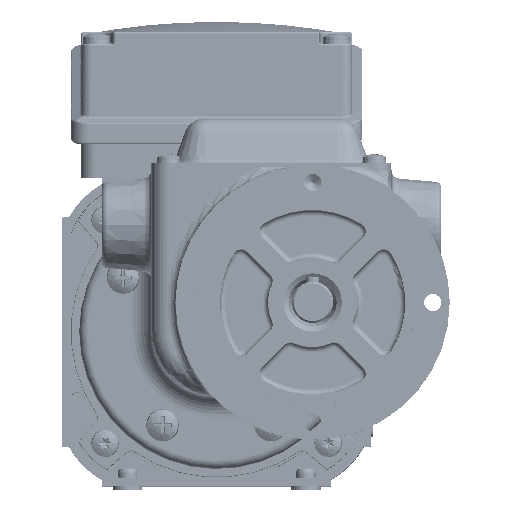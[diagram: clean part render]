
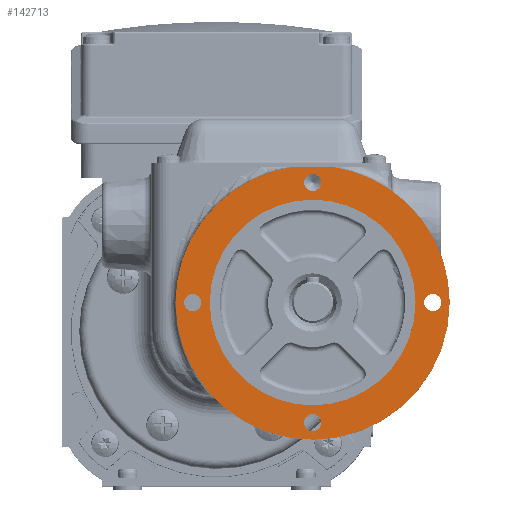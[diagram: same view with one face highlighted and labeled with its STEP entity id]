
A CAD part, top view. The second image highlights one B-rep face of the part: STEP entity #142713.
In plain terms, the highlighted planar face has unit normal (0, 0, 1).
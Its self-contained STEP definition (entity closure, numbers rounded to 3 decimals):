
#4533 = CARTESIAN_POINT ( 'NONE',  ( 28., 8.38, 178.5 ) ) ;
#5021 = AXIS2_PLACEMENT_3D ( 'NONE', #74974, #200757, #93075 ) ;
#5842 = CARTESIAN_POINT ( 'NONE',  ( 22.628, 48., 178.5 ) ) ;
#6804 = CARTESIAN_POINT ( 'NONE',  ( 67.983, 8.38, 178.5 ) ) ;
#10769 = ORIENTED_EDGE ( 'NONE', *, *, #66395, .F. ) ;
#11883 = AXIS2_PLACEMENT_3D ( 'NONE', #71640, #197388, #89716 ) ;
#11920 = CARTESIAN_POINT ( 'NONE',  ( 28., 8.38, 178.5 ) ) ;
#12958 = ORIENTED_EDGE ( 'NONE', *, *, #139482, .F. ) ;
#13881 = ORIENTED_EDGE ( 'NONE', *, *, #79818, .F. ) ;
#14785 = EDGE_LOOP ( 'NONE', ( #98601, #165305 ) ) ;
#16327 = CIRCLE ( 'NONE', #22242, 2.5 ) ;
#19953 = EDGE_CURVE ( 'NONE', #49171, #120201, #72689, .T. ) ;
#20442 = EDGE_LOOP ( 'NONE', ( #103550, #13881 ) ) ;
#22242 = AXIS2_PLACEMENT_3D ( 'NONE', #204209, #96451, #222488 ) ;
#22683 = DIRECTION ( 'NONE',  ( 1., 0., 0. ) ) ;
#22811 = CARTESIAN_POINT ( 'NONE',  ( 28., 8.38, 178.5 ) ) ;
#25338 = CARTESIAN_POINT ( 'NONE',  ( 28., 43.38, 178.5 ) ) ;
#25792 = EDGE_CURVE ( 'NONE', #55262, #47280, #92286, .T. ) ;
#26243 = CARTESIAN_POINT ( 'NONE',  ( 28., 8.38, 178.5 ) ) ;
#26262 = CARTESIAN_POINT ( 'NONE',  ( 30.5, -26.62, 178.5 ) ) ;
#29976 = ORIENTED_EDGE ( 'NONE', *, *, #132803, .T. ) ;
#30040 = DIRECTION ( 'NONE',  ( 1., 0., 0. ) ) ;
#32294 = CIRCLE ( 'NONE', #203057, 30. ) ;
#34774 = EDGE_CURVE ( 'NONE', #77742, #40344, #150872, .T. ) ;
#35378 = EDGE_CURVE ( 'NONE', #53475, #49171, #67488, .T. ) ;
#36165 = CARTESIAN_POINT ( 'NONE',  ( 60.5, 8.38, 178.5 ) ) ;
#37120 = AXIS2_PLACEMENT_3D ( 'NONE', #25338, #151151, #43383 ) ;
#40344 = VERTEX_POINT ( 'NONE', #36165 ) ;
#40605 = CIRCLE ( 'NONE', #5021, 2.5 ) ;
#40887 = DIRECTION ( 'NONE',  ( 1., 0., 0. ) ) ;
#41539 = CARTESIAN_POINT ( 'NONE',  ( 63., 8.38, 178.5 ) ) ;
#43383 = DIRECTION ( 'NONE',  ( 1., 0., 0. ) ) ;
#43751 = FACE_BOUND ( 'NONE', #20442, .T. ) ;
#43890 = CARTESIAN_POINT ( 'NONE',  ( 25.5, 43.38, 178.5 ) ) ;
#44264 = DIRECTION ( 'NONE',  ( 1., 0., 0. ) ) ;
#47280 = VERTEX_POINT ( 'NONE', #43890 ) ;
#48241 = AXIS2_PLACEMENT_3D ( 'NONE', #49406, #175177, #67498 ) ;
#49171 = VERTEX_POINT ( 'NONE', #76870 ) ;
#49406 = CARTESIAN_POINT ( 'NONE',  ( 63., 8.38, 178.5 ) ) ;
#52120 = AXIS2_PLACEMENT_3D ( 'NONE', #4533, #130424, #22683 ) ;
#53475 = VERTEX_POINT ( 'NONE', #6804 ) ;
#55262 = VERTEX_POINT ( 'NONE', #187646 ) ;
#61375 = CIRCLE ( 'NONE', #172551, 30. ) ;
#63199 = VERTEX_POINT ( 'NONE', #177464 ) ;
#64419 = CIRCLE ( 'NONE', #177231, 2.5 ) ;
#66395 = EDGE_CURVE ( 'NONE', #150427, #139954, #40605, .T. ) ;
#67488 = CIRCLE ( 'NONE', #166129, 39.983 ) ;
#67498 = DIRECTION ( 'NONE',  ( 1., 0., 0. ) ) ;
#70303 = VERTEX_POINT ( 'NONE', #123504 ) ;
#71640 = CARTESIAN_POINT ( 'NONE',  ( -7., 8.38, 178.5 ) ) ;
#72689 = CIRCLE ( 'NONE', #52120, 39.983 ) ;
#74974 = CARTESIAN_POINT ( 'NONE',  ( 28., -26.62, 178.5 ) ) ;
#76870 = CARTESIAN_POINT ( 'NONE',  ( -11.983, 8.38, 178.5 ) ) ;
#77742 = VERTEX_POINT ( 'NONE', #110947 ) ;
#78955 = ORIENTED_EDGE ( 'NONE', *, *, #19953, .F. ) ;
#79818 = EDGE_CURVE ( 'NONE', #40344, #77742, #132807, .T. ) ;
#81115 = ORIENTED_EDGE ( 'NONE', *, *, #228443, .F. ) ;
#81667 = CARTESIAN_POINT ( 'NONE',  ( 28., 43.38, 178.5 ) ) ;
#85433 = ORIENTED_EDGE ( 'NONE', *, *, #201443, .F. ) ;
#89716 = DIRECTION ( 'NONE',  ( 1., 0., 0. ) ) ;
#89801 = VERTEX_POINT ( 'NONE', #94831 ) ;
#91592 = FACE_BOUND ( 'NONE', #14785, .T. ) ;
#92286 = CIRCLE ( 'NONE', #192592, 2.5 ) ;
#93075 = DIRECTION ( 'NONE',  ( 1., 0., 0. ) ) ;
#93555 = ORIENTED_EDGE ( 'NONE', *, *, #191719, .F. ) ;
#94831 = CARTESIAN_POINT ( 'NONE',  ( 33.372, 48., 178.5 ) ) ;
#96451 = DIRECTION ( 'NONE',  ( 0., 0., 1. ) ) ;
#98601 = ORIENTED_EDGE ( 'NONE', *, *, #221955, .F. ) ;
#99720 = DIRECTION ( 'NONE',  ( 1., 0., 0. ) ) ;
#103550 = ORIENTED_EDGE ( 'NONE', *, *, #34774, .F. ) ;
#103696 = CARTESIAN_POINT ( 'NONE',  ( 28., 8.38, 178.5 ) ) ;
#106433 = CARTESIAN_POINT ( 'NONE',  ( 28., 8.38, 178.5 ) ) ;
#106494 = CIRCLE ( 'NONE', #158324, 39.983 ) ;
#106781 = DIRECTION ( 'NONE',  ( 1., 0., 0. ) ) ;
#107466 = CARTESIAN_POINT ( 'NONE',  ( -7., 8.38, 178.5 ) ) ;
#110947 = CARTESIAN_POINT ( 'NONE',  ( 65.5, 8.38, 178.5 ) ) ;
#113346 = CARTESIAN_POINT ( 'NONE',  ( 28., 48., 178.5 ) ) ;
#120201 = VERTEX_POINT ( 'NONE', #5842 ) ;
#121851 = DIRECTION ( 'NONE',  ( 1., 0., 0. ) ) ;
#123504 = CARTESIAN_POINT ( 'NONE',  ( 58., 8.38, 178.5 ) ) ;
#124581 = DIRECTION ( 'NONE',  ( 1., 0., 0. ) ) ;
#125662 = DIRECTION ( 'NONE',  ( 1., 0., 0. ) ) ;
#130424 = DIRECTION ( 'NONE',  ( 0., 0., -1. ) ) ;
#132803 = EDGE_CURVE ( 'NONE', #89801, #120201, #156394, .T. ) ;
#132807 = CIRCLE ( 'NONE', #134586, 2.5 ) ;
#133827 = FACE_OUTER_BOUND ( 'NONE', #200694, .T. ) ;
#134586 = AXIS2_PLACEMENT_3D ( 'NONE', #41539, #214620, #106781 ) ;
#137804 = DIRECTION ( 'NONE',  ( 0., 0., 1. ) ) ;
#139482 = EDGE_CURVE ( 'NONE', #139954, #150427, #16327, .T. ) ;
#139493 = FACE_BOUND ( 'NONE', #151351, .T. ) ;
#139954 = VERTEX_POINT ( 'NONE', #185067 ) ;
#142713 = ADVANCED_FACE ( 'NONE', ( #139493, #91592, #229612, #43751, #181614, #133827 ), #187330, .T. ) ;
#146240 = EDGE_CURVE ( 'NONE', #70303, #201525, #32294, .T. ) ;
#148640 = DIRECTION ( 'NONE',  ( 0., 0., -1. ) ) ;
#149830 = ORIENTED_EDGE ( 'NONE', *, *, #146240, .F. ) ;
#150427 = VERTEX_POINT ( 'NONE', #26262 ) ;
#150872 = CIRCLE ( 'NONE', #48241, 2.5 ) ;
#151151 = DIRECTION ( 'NONE',  ( 0., 0., 1. ) ) ;
#151351 = EDGE_LOOP ( 'NONE', ( #166180, #93555 ) ) ;
#152056 = DIRECTION ( 'NONE',  ( 0., 0., 1. ) ) ;
#153880 = AXIS2_PLACEMENT_3D ( 'NONE', #26243, #152056, #44264 ) ;
#156394 = LINE ( 'NONE', #113346, #198555 ) ;
#158324 = AXIS2_PLACEMENT_3D ( 'NONE', #22811, #148640, #40887 ) ;
#165305 = ORIENTED_EDGE ( 'NONE', *, *, #173091, .F. ) ;
#166129 = AXIS2_PLACEMENT_3D ( 'NONE', #106433, #232448, #124581 ) ;
#166180 = ORIENTED_EDGE ( 'NONE', *, *, #25792, .F. ) ;
#166762 = CARTESIAN_POINT ( 'NONE',  ( -9.5, 8.38, 178.5 ) ) ;
#166913 = EDGE_LOOP ( 'NONE', ( #149830, #85433 ) ) ;
#172551 = AXIS2_PLACEMENT_3D ( 'NONE', #103696, #229664, #121851 ) ;
#173091 = EDGE_CURVE ( 'NONE', #174840, #63199, #215499, .T. ) ;
#174840 = VERTEX_POINT ( 'NONE', #166762 ) ;
#175177 = DIRECTION ( 'NONE',  ( 0., 0., 1. ) ) ;
#177231 = AXIS2_PLACEMENT_3D ( 'NONE', #107466, #233552, #125662 ) ;
#177464 = CARTESIAN_POINT ( 'NONE',  ( -4.5, 8.38, 178.5 ) ) ;
#178976 = EDGE_LOOP ( 'NONE', ( #10769, #12958 ) ) ;
#181614 = FACE_BOUND ( 'NONE', #166913, .T. ) ;
#185067 = CARTESIAN_POINT ( 'NONE',  ( 25.5, -26.62, 178.5 ) ) ;
#187330 = PLANE ( 'NONE',  #153880 ) ;
#187646 = CARTESIAN_POINT ( 'NONE',  ( 30.5, 43.38, 178.5 ) ) ;
#191719 = EDGE_CURVE ( 'NONE', #47280, #55262, #218267, .T. ) ;
#192592 = AXIS2_PLACEMENT_3D ( 'NONE', #81667, #207502, #99720 ) ;
#197388 = DIRECTION ( 'NONE',  ( 0., 0., 1. ) ) ;
#198555 = VECTOR ( 'NONE', #221246, 1000. ) ;
#200694 = EDGE_LOOP ( 'NONE', ( #81115, #29976, #78955, #217384 ) ) ;
#200757 = DIRECTION ( 'NONE',  ( 0., 0., 1. ) ) ;
#201443 = EDGE_CURVE ( 'NONE', #201525, #70303, #61375, .T. ) ;
#201525 = VERTEX_POINT ( 'NONE', #213832 ) ;
#203057 = AXIS2_PLACEMENT_3D ( 'NONE', #11920, #137804, #30040 ) ;
#204209 = CARTESIAN_POINT ( 'NONE',  ( 28., -26.62, 178.5 ) ) ;
#207502 = DIRECTION ( 'NONE',  ( 0., 0., 1. ) ) ;
#213832 = CARTESIAN_POINT ( 'NONE',  ( -2., 8.38, 178.5 ) ) ;
#214620 = DIRECTION ( 'NONE',  ( 0., 0., 1. ) ) ;
#215499 = CIRCLE ( 'NONE', #11883, 2.5 ) ;
#217384 = ORIENTED_EDGE ( 'NONE', *, *, #35378, .F. ) ;
#218267 = CIRCLE ( 'NONE', #37120, 2.5 ) ;
#221246 = DIRECTION ( 'NONE',  ( -1., 0., 0. ) ) ;
#221955 = EDGE_CURVE ( 'NONE', #63199, #174840, #64419, .T. ) ;
#222488 = DIRECTION ( 'NONE',  ( 1., 0., 0. ) ) ;
#228443 = EDGE_CURVE ( 'NONE', #89801, #53475, #106494, .T. ) ;
#229612 = FACE_BOUND ( 'NONE', #178976, .T. ) ;
#229664 = DIRECTION ( 'NONE',  ( 0., 0., 1. ) ) ;
#232448 = DIRECTION ( 'NONE',  ( 0., 0., -1. ) ) ;
#233552 = DIRECTION ( 'NONE',  ( 0., 0., 1. ) ) ;
